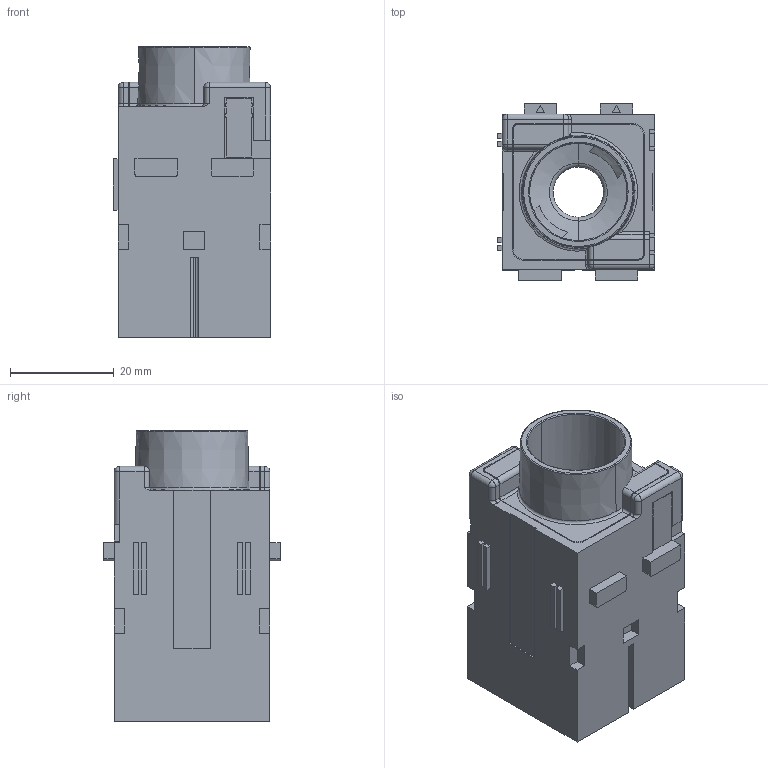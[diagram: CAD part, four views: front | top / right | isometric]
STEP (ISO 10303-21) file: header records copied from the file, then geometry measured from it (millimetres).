
FILE_DESCRIPTION(('Creo Elements/Direct Modeling STEP Export'),'2;1');
FILE_NAME('0ln7uvk5p7jtsc92124','2023-02-15T 7:55:36',(''),(''),'Creo Elements/Direct Modeling STEP processor for AP214 (Solid Model)','Creo Elements/Direct Modeling 20.1B 02-Apr-2019 (C) Parametric Technology GmbH','');
FILE_SCHEMA(('AUTOMOTIVE_DESIGN { 1 0 10303 214 1 1 1 1 }'));
Length unit declared in the file: millimetre
Products named in the file (2): CX 01 30M
Assembly tree (1 placements, depth 2):
  CX 01 30M
    CX 01 30M
Bounding box: 30.3 x 34 x 56.1 mm (x, y, z)
Volume: 25305.7 mm3; surface area: 20323.7 mm2
Topology: 1 solids, 1 shells, 573 faces, 1497 edges, 899 vertices
Faces by surface type: plane 268, cylinder 198, sphere 45, bspline 31, torus 19, cone 12
Entity records: 25716 total; most frequent: CARTESIAN_POINT 7645, ORIENTED_EDGE 2904, DIRECTION 2666, EDGE_CURVE 1452, VECTOR 914, LINE 914, VERTEX_POINT 899, AXIS2_PLACEMENT_3D 876
